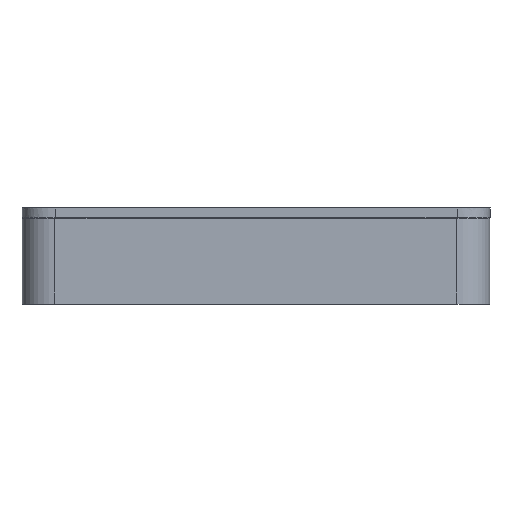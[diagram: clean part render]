
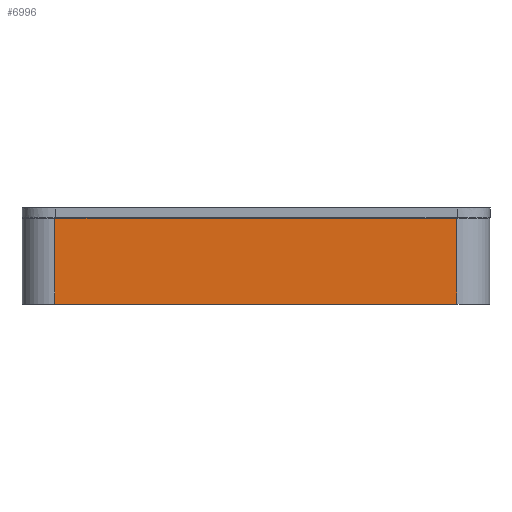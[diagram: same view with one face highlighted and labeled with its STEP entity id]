
A CAD part, front view. The second image highlights one B-rep face of the part: STEP entity #6996.
In plain terms, the highlighted planar face has unit normal (0, -1, 0).
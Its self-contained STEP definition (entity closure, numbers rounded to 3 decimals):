
#835=PLANE('',#7419);
#946=FACE_OUTER_BOUND('',#1334,.T.);
#1334=EDGE_LOOP('',(#4759,#4760,#4761,#4762));
#1772=LINE('',#8597,#2312);
#1773=LINE('',#8600,#2313);
#1774=LINE('',#8602,#2314);
#1775=LINE('',#8603,#2315);
#2312=VECTOR('',#7636,10.);
#2313=VECTOR('',#7639,10.);
#2314=VECTOR('',#7640,10.);
#2315=VECTOR('',#7641,10.);
#2915=VERTEX_POINT('',#8590);
#2918=VERTEX_POINT('',#8595);
#2919=VERTEX_POINT('',#8599);
#2920=VERTEX_POINT('',#8601);
#3654=EDGE_CURVE('',#2918,#2915,#1772,.T.);
#3655=EDGE_CURVE('',#2919,#2918,#1773,.T.);
#3656=EDGE_CURVE('',#2920,#2919,#1774,.T.);
#3657=EDGE_CURVE('',#2915,#2920,#1775,.T.);
#4759=ORIENTED_EDGE('',*,*,#3654,.F.);
#4760=ORIENTED_EDGE('',*,*,#3655,.F.);
#4761=ORIENTED_EDGE('',*,*,#3656,.F.);
#4762=ORIENTED_EDGE('',*,*,#3657,.F.);
#6996=ADVANCED_FACE('',(#946),#835,.T.);
#7419=AXIS2_PLACEMENT_3D('',#8598,#7637,#7638);
#7636=DIRECTION('',(0.,0.,1.));
#7637=DIRECTION('center_axis',(0.,-1.,0.));
#7638=DIRECTION('ref_axis',(1.,0.,0.));
#7639=DIRECTION('',(-1.,0.,0.));
#7640=DIRECTION('',(0.,0.,-1.));
#7641=DIRECTION('',(1.,0.,0.));
#8590=CARTESIAN_POINT('',(29.02,-79.988,9.591));
#8595=CARTESIAN_POINT('',(29.02,-79.988,-3.409));
#8597=CARTESIAN_POINT('',(29.02,-79.988,-3.409));
#8598=CARTESIAN_POINT('Origin',(24.02,-79.988,-3.409));
#8599=CARTESIAN_POINT('',(90.05,-79.988,-3.409));
#8600=CARTESIAN_POINT('',(95.05,-79.988,-3.409));
#8601=CARTESIAN_POINT('',(90.05,-79.988,9.591));
#8602=CARTESIAN_POINT('',(90.05,-79.988,-3.409));
#8603=CARTESIAN_POINT('',(95.05,-79.988,9.591));
